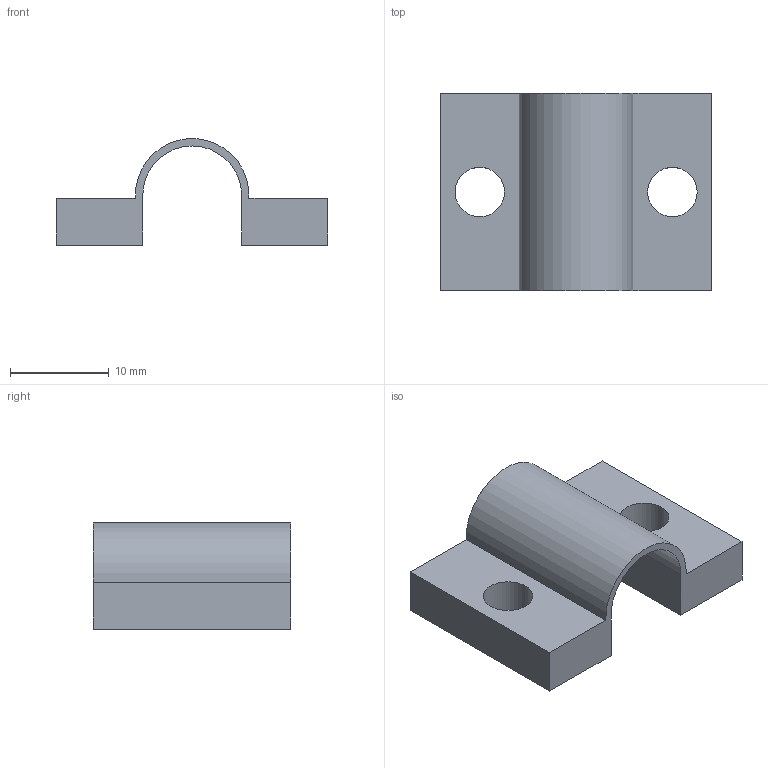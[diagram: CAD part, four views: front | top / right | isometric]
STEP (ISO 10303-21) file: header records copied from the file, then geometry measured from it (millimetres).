
FILE_DESCRIPTION(/* description */ (''),/* implementation_level */ '2;1');
FILE_NAME(/* name */ '2020 90 degree wire retainer.step',/* time_stamp */ '2019-10-15T23:06:38-06:00',/* author */ (''),/* organization */ (''),/* preprocessor_version */ 'ST-DEVELOPER v18',/* originating_system */ 'Autodesk Translation Framework v8.6.0.1094',/* authorisation */ '');
FILE_SCHEMA (('AUTOMOTIVE_DESIGN { 1 0 10303 214 3 1 1 }'));
Length unit declared in the file: millimetre
Products named in the file (1): WireContainer
Bounding box: 27.5 x 20 x 10.77 mm (x, y, z)
Volume: 1734.6 mm3; surface area: 2004 mm2
Topology: 1 solids, 1 shells, 23 faces, 57 edges, 36 vertices
Faces by surface type: plane 12, cylinder 8, torus 2, cone 1
Full cylindrical faces by diameter (mm): 5 x2
Entity records: 723 total; most frequent: DIRECTION 124, CARTESIAN_POINT 117, ORIENTED_EDGE 114, EDGE_CURVE 57, AXIS2_PLACEMENT_3D 43, LINE 38, VECTOR 38, VERTEX_POINT 36
